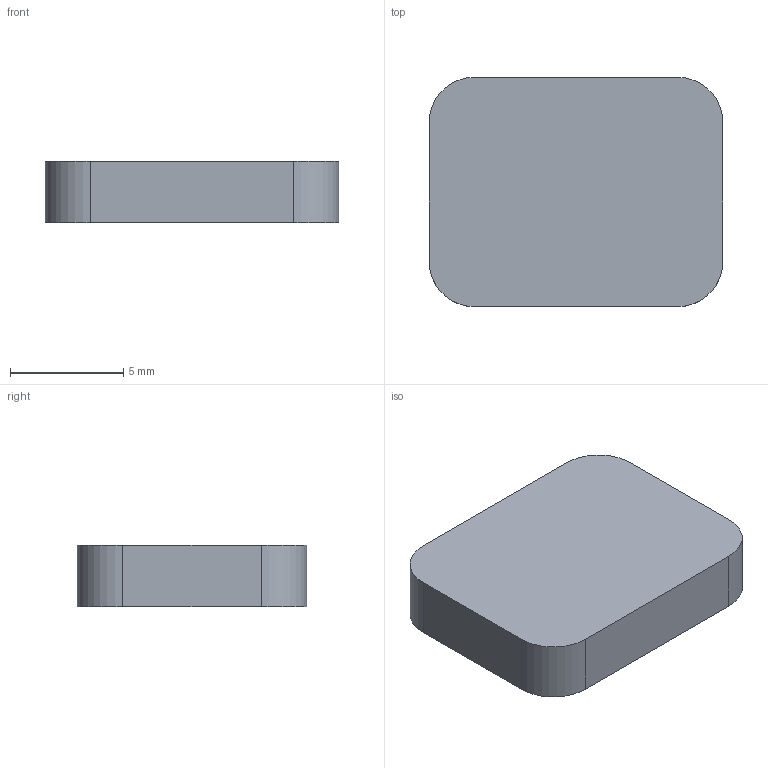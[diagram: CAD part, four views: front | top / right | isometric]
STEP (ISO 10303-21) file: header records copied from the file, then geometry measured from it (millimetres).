
FILE_DESCRIPTION (( 'STEP AP214' ), '1' );
FILE_NAME ('l2.STEP', '2023-08-16T13:33:50', ( '' ), ( '' ), 'SwSTEP 2.0', 'SolidWorks 2022', '' );
FILE_SCHEMA (( 'AUTOMOTIVE_DESIGN' ));
Length unit declared in the file: millimetre
Products named in the file (1): l2
Bounding box: 12.97 x 10.13 x 2.7 mm (x, y, z)
Volume: 345.2 mm3; surface area: 1367.9 mm2
Topology: 2 solids, 2 shells, 68 faces, 168 edges, 106 vertices
Faces by surface type: plane 46, cylinder 12, bspline 10
Entity records: 8033 total; most frequent: CARTESIAN_POINT 6459, ORIENTED_EDGE 336, DIRECTION 286, EDGE_CURVE 168, LINE 120, VECTOR 120, VERTEX_POINT 106, AXIS2_PLACEMENT_3D 83
